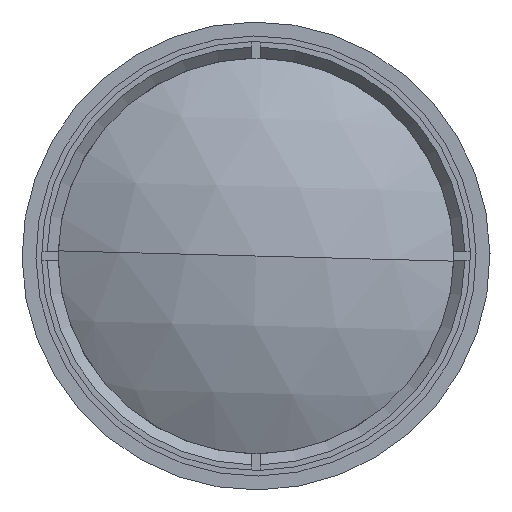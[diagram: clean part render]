
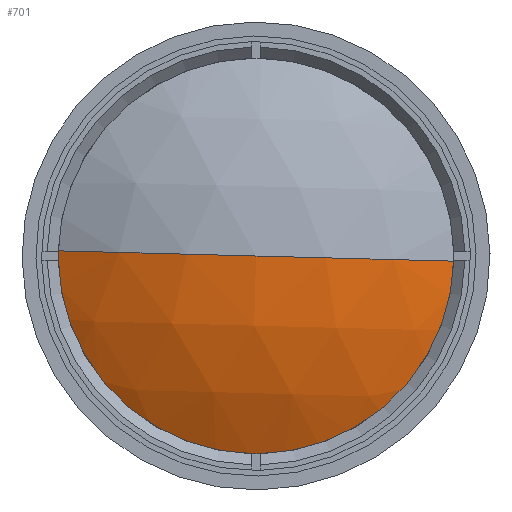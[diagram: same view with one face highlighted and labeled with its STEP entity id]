
A CAD part, left-side view. The second image highlights one B-rep face of the part: STEP entity #701.
In plain terms, the highlighted spherical face has radius 71.952 mm.
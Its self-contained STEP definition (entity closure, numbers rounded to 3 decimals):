
#149 = CIRCLE ( 'NONE', #1855, 36. ) ;
#177 = DIRECTION ( 'NONE',  ( 0., -1., -0.026 ) ) ;
#181 = DIRECTION ( 'NONE',  ( 0., -0.026, 1. ) ) ;
#188 = CARTESIAN_POINT ( 'NONE',  ( -25.382, 0., 0. ) ) ;
#229 = DIRECTION ( 'NONE',  ( 0., -0.026, 1. ) ) ;
#241 = DIRECTION ( 'NONE',  ( -1., 0., 0. ) ) ;
#244 = CARTESIAN_POINT ( 'NONE',  ( -87.681, 0., 0. ) ) ;
#255 = DIRECTION ( 'NONE',  ( 0., 1., 0.026 ) ) ;
#258 = DIRECTION ( 'NONE',  ( 0., 0.026, -1. ) ) ;
#263 = CARTESIAN_POINT ( 'NONE',  ( -25.382, 0., 0. ) ) ;
#273 = SPHERICAL_SURFACE ( 'NONE', #1760, 71.952 ) ;
#297 = ORIENTED_EDGE ( 'NONE', *, *, #984, .F. ) ;
#476 = AXIS2_PLACEMENT_3D ( 'NONE', #188, #181, #177 ) ;
#701 = ADVANCED_FACE ( 'NONE', ( #942 ), #273, .T. ) ;
#719 = ORIENTED_EDGE ( 'NONE', *, *, #968, .T. ) ;
#772 = AXIS2_PLACEMENT_3D ( 'NONE', #263, #258, #255 ) ;
#885 = CARTESIAN_POINT ( 'NONE',  ( -97.334, 0., 0. ) ) ;
#903 = CIRCLE ( 'NONE', #772, 71.952 ) ;
#942 = FACE_OUTER_BOUND ( 'NONE', #2124, .T. ) ;
#965 = EDGE_CURVE ( 'NONE', #1333, #2747, #903, .T. ) ;
#968 = EDGE_CURVE ( 'NONE', #1308, #1333, #149, .T. ) ;
#984 = EDGE_CURVE ( 'NONE', #1308, #2747, #2588, .T. ) ;
#1202 = DIRECTION ( 'NONE',  ( 0., 1., 0.026 ) ) ;
#1208 = CARTESIAN_POINT ( 'NONE',  ( -25.382, 0., 0. ) ) ;
#1234 = DIRECTION ( 'NONE',  ( 0., 0.026, -1. ) ) ;
#1308 = VERTEX_POINT ( 'NONE', #2000 ) ;
#1333 = VERTEX_POINT ( 'NONE', #1969 ) ;
#1760 = AXIS2_PLACEMENT_3D ( 'NONE', #1208, #1234, #1202 ) ;
#1855 = AXIS2_PLACEMENT_3D ( 'NONE', #244, #241, #229 ) ;
#1969 = CARTESIAN_POINT ( 'NONE',  ( -87.681, -35.988, -0.94 ) ) ;
#2000 = CARTESIAN_POINT ( 'NONE',  ( -87.681, 35.988, 0.94 ) ) ;
#2050 = ORIENTED_EDGE ( 'NONE', *, *, #965, .T. ) ;
#2124 = EDGE_LOOP ( 'NONE', ( #719, #2050, #297 ) ) ;
#2588 = CIRCLE ( 'NONE', #476, 71.952 ) ;
#2747 = VERTEX_POINT ( 'NONE', #885 ) ;
